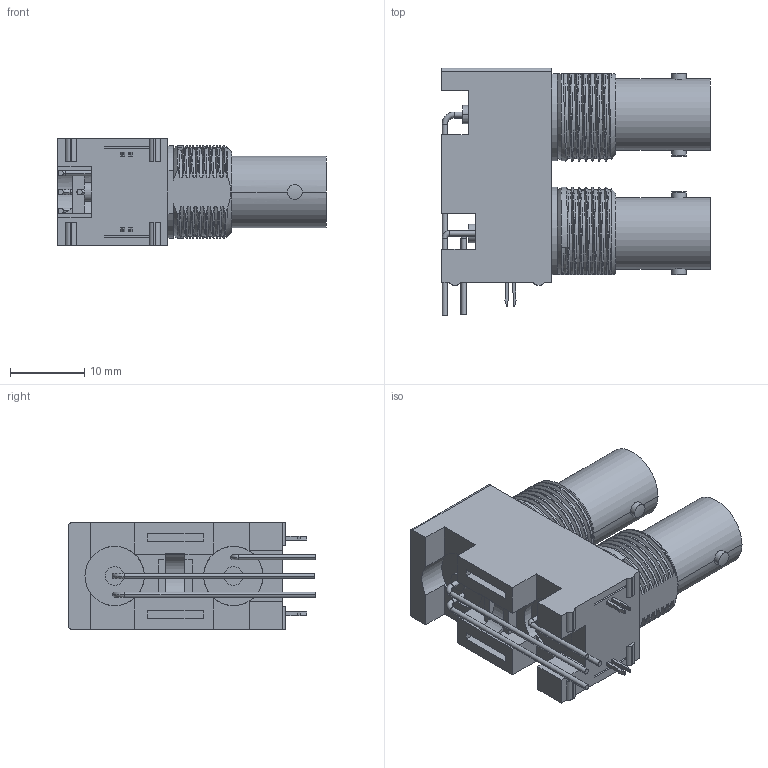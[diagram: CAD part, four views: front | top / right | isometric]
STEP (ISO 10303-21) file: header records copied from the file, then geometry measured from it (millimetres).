
FILE_DESCRIPTION((''),'2;1');
FILE_NAME('31-6575_NEW_SW0001','2017-09-22T',('Clement'),(''),'PRO/ENGINEER BY PARAMETRIC TECHNOLOGY CORPORATION, 2014440','PRO/ENGINEER BY PARAMETRIC TECHNOLOGY CORPORATION, 2014440','');
FILE_SCHEMA(('CONFIG_CONTROL_DESIGN'));
Length unit declared in the file: millimetre
Products named in the file (1): 31-6575_NEW_SW0001
Bounding box: 36.2 x 33.35 x 14.4 mm (x, y, z)
Volume: 8230.1 mm3; surface area: 5662.9 mm2
Topology: 2 solids, 3 shells, 1014 faces, 2872 edges, 1893 vertices
Faces by surface type: plane 492, cylinder 264, cone 186, bspline 64, torus 8
Entity records: 42352 total; most frequent: CARTESIAN_POINT 16537, ORIENTED_EDGE 5736, DIRECTION 4972, EDGE_CURVE 2868, VERTEX_POINT 1893, AXIS2_PLACEMENT_3D 1666, VECTOR 1640, LINE 1640
